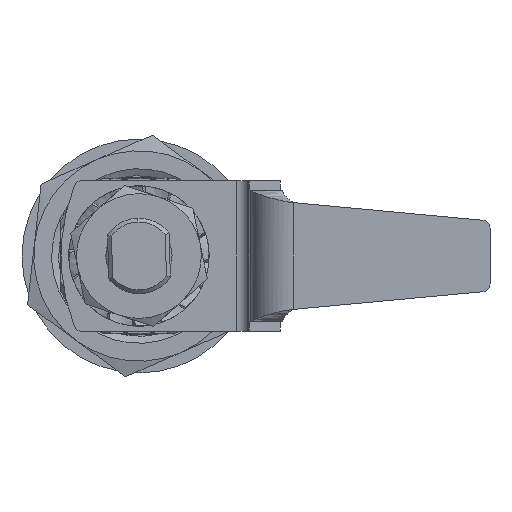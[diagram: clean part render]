
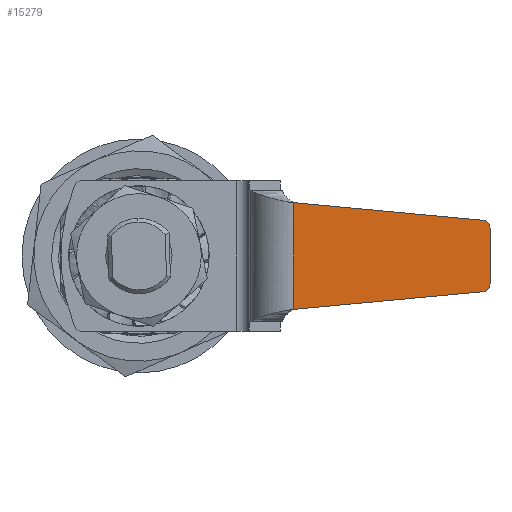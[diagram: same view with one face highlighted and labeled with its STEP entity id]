
A CAD part, front view. The second image highlights one B-rep face of the part: STEP entity #15279.
In plain terms, the highlighted planar face has unit normal (0, -1, 0).
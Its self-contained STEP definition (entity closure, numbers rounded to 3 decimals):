
#440 = DIRECTION ( 'NONE',  ( 0., 0., 1. ) ) ;
#784 = CARTESIAN_POINT ( 'NONE',  ( 45.028, -65.1, -3.589 ) ) ;
#1038 = AXIS2_PLACEMENT_3D ( 'NONE', #5273, #5122, #4989 ) ;
#1685 = CARTESIAN_POINT ( 'NONE',  ( 19.831, -65.1, 8.402 ) ) ;
#1879 = VECTOR ( 'NONE', #18515, 1000. ) ;
#2096 = CARTESIAN_POINT ( 'NONE',  ( 19.831, -65.1, 6.847 ) ) ;
#2160 = CARTESIAN_POINT ( 'NONE',  ( 19.831, -65.1, -6.847 ) ) ;
#3270 = CARTESIAN_POINT ( 'NONE',  ( 45.028, -65.1, -3.589 ) ) ;
#3904 = AXIS2_PLACEMENT_3D ( 'NONE', #6900, #6874, #6833 ) ;
#3962 = FACE_OUTER_BOUND ( 'NONE', #13705, .T. ) ;
#4989 = DIRECTION ( 'NONE',  ( 0.093, 0., -0.996 ) ) ;
#5122 = DIRECTION ( 'NONE',  ( 0., -1., 0. ) ) ;
#5273 = CARTESIAN_POINT ( 'NONE',  ( 44.028, -65.1, -3.589 ) ) ;
#5381 = DIRECTION ( 'NONE',  ( 1., 0., 0. ) ) ;
#5461 = CARTESIAN_POINT ( 'NONE',  ( 44.121, -65.1, 4.584 ) ) ;
#5678 = ORIENTED_EDGE ( 'NONE', *, *, #8899, .T. ) ;
#6193 = VERTEX_POINT ( 'NONE', #2160 ) ;
#6833 = DIRECTION ( 'NONE',  ( 1., 0., 0. ) ) ;
#6874 = DIRECTION ( 'NONE',  ( 0., -1., 0. ) ) ;
#6900 = CARTESIAN_POINT ( 'NONE',  ( 44.028, -65.1, 3.589 ) ) ;
#7422 = VERTEX_POINT ( 'NONE', #3270 ) ;
#7472 = CARTESIAN_POINT ( 'NONE',  ( 44.121, -65.1, -4.584 ) ) ;
#8023 = CARTESIAN_POINT ( 'NONE',  ( 45.028, -65.1, 3.589 ) ) ;
#8189 = CIRCLE ( 'NONE', #1038, 1. ) ;
#8525 = PLANE ( 'NONE',  #16302 ) ;
#8643 = VERTEX_POINT ( 'NONE', #5461 ) ;
#8681 = VERTEX_POINT ( 'NONE', #2096 ) ;
#8899 = EDGE_CURVE ( 'NONE', #6193, #9221, #9648, .T. ) ;
#9077 = EDGE_CURVE ( 'NONE', #8643, #8681, #18531, .T. ) ;
#9178 = VERTEX_POINT ( 'NONE', #8023 ) ;
#9186 = EDGE_CURVE ( 'NONE', #9178, #8643, #17061, .T. ) ;
#9221 = VERTEX_POINT ( 'NONE', #7472 ) ;
#9298 = EDGE_CURVE ( 'NONE', #7422, #9178, #15541, .T. ) ;
#9333 = EDGE_CURVE ( 'NONE', #6193, #8681, #18774, .T. ) ;
#9648 = LINE ( 'NONE', #15570, #17315 ) ;
#10591 = CARTESIAN_POINT ( 'NONE',  ( 44.121, -65.1, 4.584 ) ) ;
#10956 = DIRECTION ( 'NONE',  ( -0.996, 0., 0.093 ) ) ;
#11394 = EDGE_CURVE ( 'NONE', #9221, #7422, #8189, .T. ) ;
#11673 = CARTESIAN_POINT ( 'NONE',  ( 44.028, -65.1, -3.589 ) ) ;
#13705 = EDGE_LOOP ( 'NONE', ( #16143, #5678, #14506, #19907, #18492, #18728 ) ) ;
#14223 = VECTOR ( 'NONE', #10956, 1000. ) ;
#14506 = ORIENTED_EDGE ( 'NONE', *, *, #11394, .T. ) ;
#15035 = VECTOR ( 'NONE', #440, 1000. ) ;
#15070 = DIRECTION ( 'NONE',  ( 0., -1., 0. ) ) ;
#15187 = DIRECTION ( 'NONE',  ( 0.996, 0., 0.093 ) ) ;
#15279 = ADVANCED_FACE ( 'NONE', ( #3962 ), #8525, .T. ) ;
#15541 = LINE ( 'NONE', #784, #15035 ) ;
#15570 = CARTESIAN_POINT ( 'NONE',  ( 15.909, -65.1, -7.212 ) ) ;
#16143 = ORIENTED_EDGE ( 'NONE', *, *, #9333, .F. ) ;
#16302 = AXIS2_PLACEMENT_3D ( 'NONE', #11673, #15070, #5381 ) ;
#17061 = CIRCLE ( 'NONE', #3904, 1. ) ;
#17315 = VECTOR ( 'NONE', #15187, 1000. ) ;
#18492 = ORIENTED_EDGE ( 'NONE', *, *, #9186, .T. ) ;
#18515 = DIRECTION ( 'NONE',  ( 0., 0., 1. ) ) ;
#18531 = LINE ( 'NONE', #10591, #14223 ) ;
#18728 = ORIENTED_EDGE ( 'NONE', *, *, #9077, .T. ) ;
#18774 = LINE ( 'NONE', #1685, #1879 ) ;
#19907 = ORIENTED_EDGE ( 'NONE', *, *, #9298, .T. ) ;
